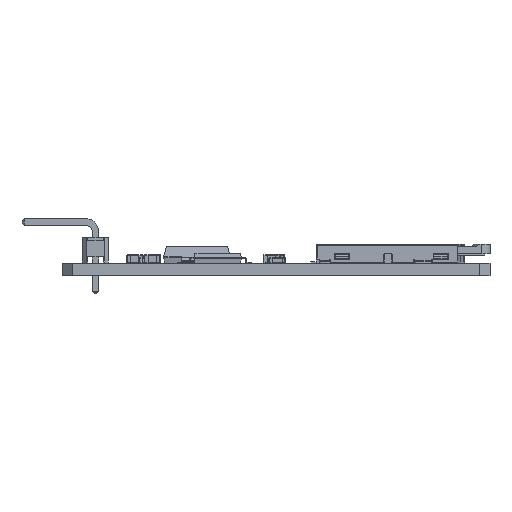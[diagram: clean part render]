
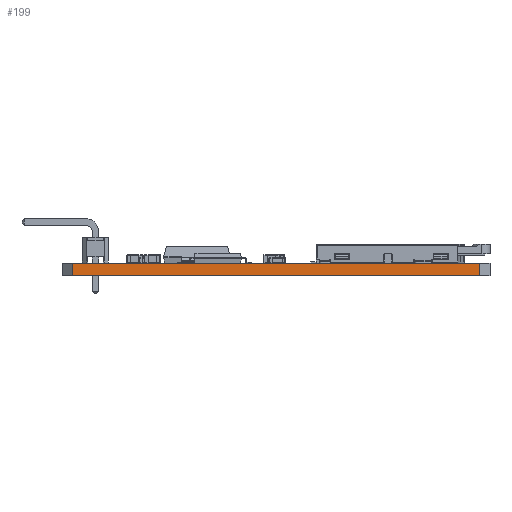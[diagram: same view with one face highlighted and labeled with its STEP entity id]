
A CAD part, left-side view. The second image highlights one B-rep face of the part: STEP entity #199.
In plain terms, the highlighted planar face has unit normal (-1, 0, 0).
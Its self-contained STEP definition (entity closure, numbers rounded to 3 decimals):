
#160=CARTESIAN_POINT('Axis2P3D Location',(-12.,0.,0.)) ;
#165=CARTESIAN_POINT('Line Origine',(-12.,1.,0.625)) ;
#169=CARTESIAN_POINT('Vertex',(-12.,1.,0.)) ;
#171=CARTESIAN_POINT('Vertex',(-12.,1.,1.25)) ;
#174=CARTESIAN_POINT('Line Origine',(-12.,20.9,1.25)) ;
#178=CARTESIAN_POINT('Vertex',(-12.,40.8,1.25)) ;
#181=CARTESIAN_POINT('Line Origine',(-12.,40.8,0.625)) ;
#185=CARTESIAN_POINT('Vertex',(-12.,40.8,0.)) ;
#188=CARTESIAN_POINT('Line Origine',(-12.,20.9,0.)) ;
#161=DIRECTION('Axis2P3D Direction',(1.,0.,0.)) ;
#162=DIRECTION('Axis2P3D XDirection',(0.,1.,0.)) ;
#166=DIRECTION('Vector Direction',(0.,0.,1.)) ;
#175=DIRECTION('Vector Direction',(0.,1.,0.)) ;
#182=DIRECTION('Vector Direction',(0.,0.,1.)) ;
#189=DIRECTION('Vector Direction',(0.,1.,0.)) ;
#163=AXIS2_PLACEMENT_3D('Plane Axis2P3D',#160,#161,#162) ;
#194=ORIENTED_EDGE('',*,*,#173,.T.) ;
#195=ORIENTED_EDGE('',*,*,#180,.F.) ;
#196=ORIENTED_EDGE('',*,*,#187,.F.) ;
#197=ORIENTED_EDGE('',*,*,#192,.T.) ;
#167=VECTOR('Line Direction',#166,1.) ;
#176=VECTOR('Line Direction',#175,1.) ;
#183=VECTOR('Line Direction',#182,1.) ;
#190=VECTOR('Line Direction',#189,1.) ;
#199=ADVANCED_FACE('Hauptk\X2\00F6\X0\rper',(#198),#164,.F.) ;
#173=EDGE_CURVE('',#170,#172,#168,.T.) ;
#180=EDGE_CURVE('',#179,#172,#177,.F.) ;
#187=EDGE_CURVE('',#186,#179,#184,.T.) ;
#192=EDGE_CURVE('',#186,#170,#191,.F.) ;
#193=EDGE_LOOP('',(#194,#195,#196,#197)) ;
#198=FACE_OUTER_BOUND('',#193,.T.) ;
#168=LINE('Line',#165,#167) ;
#177=LINE('Line',#174,#176) ;
#184=LINE('Line',#181,#183) ;
#191=LINE('Line',#188,#190) ;
#164=PLANE('',#163) ;
#170=VERTEX_POINT('',#169) ;
#172=VERTEX_POINT('',#171) ;
#179=VERTEX_POINT('',#178) ;
#186=VERTEX_POINT('',#185) ;
